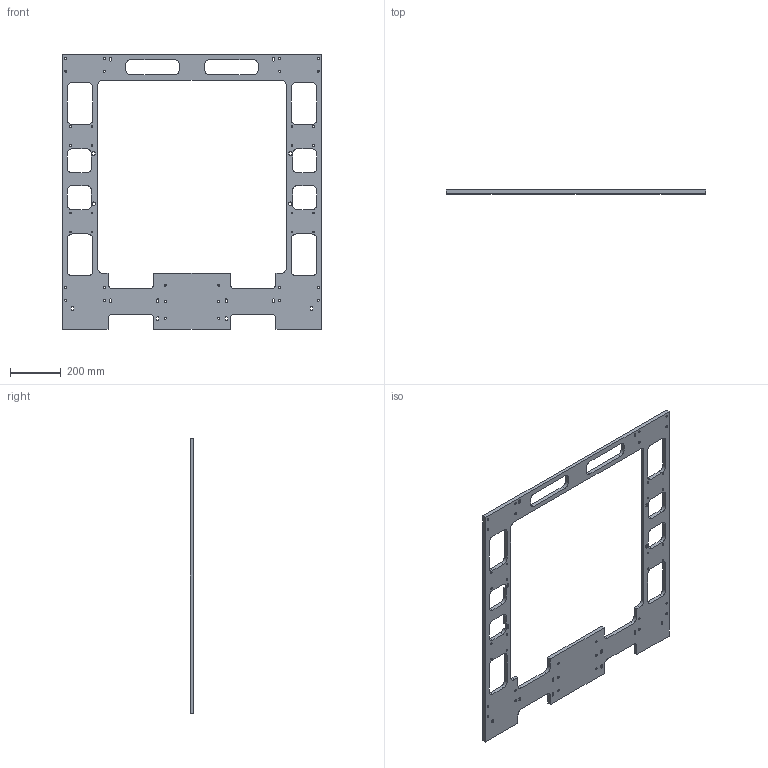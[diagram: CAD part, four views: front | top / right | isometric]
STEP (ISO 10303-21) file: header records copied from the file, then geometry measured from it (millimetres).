
FILE_DESCRIPTION (( 'STEP AP203' ), '1' );
FILE_NAME ('Attache_Granite_Un_sldprt.STEP', '2018-04-10T07:30:15', ( '' ), ( '' ), 'SwSTEP 2.0', 'SolidWorks 2017', '' );
FILE_SCHEMA (( 'CONFIG_CONTROL_DESIGN' ));
Length unit declared in the file: millimetre
Products named in the file (1): Attache_Granite_Un_sldprt
Bounding box: 1020 x 15 x 1080 mm (x, y, z)
Volume: 5512208.6 mm3; surface area: 942893.4 mm2
Topology: 1 solids, 1 shells, 348 faces, 1008 edges, 672 vertices
Faces by surface type: cylinder 208, plane 140
Entity records: 11961 total; most frequent: DIRECTION 2126, CARTESIAN_POINT 2029, ORIENTED_EDGE 2016, EDGE_CURVE 1008, AXIS2_PLACEMENT_3D 769, VERTEX_POINT 672, LINE 588, VECTOR 588
